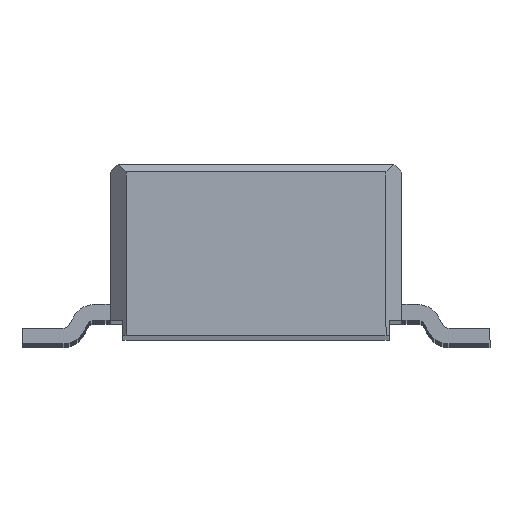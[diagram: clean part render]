
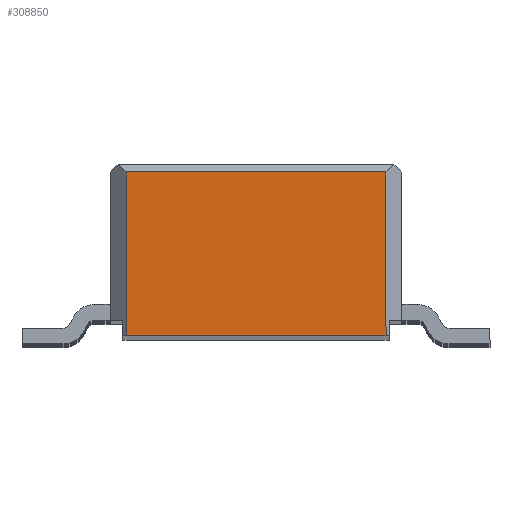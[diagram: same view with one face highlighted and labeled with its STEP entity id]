
A CAD part, top view. The second image highlights one B-rep face of the part: STEP entity #308850.
In plain terms, the highlighted planar face has unit normal (0, 0, 1).
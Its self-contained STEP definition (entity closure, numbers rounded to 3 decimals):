
#28940=CARTESIAN_POINT('',(-1.68,-0.6,13.52));
#28950=VERTEX_POINT('',#28940);
#28980=CARTESIAN_POINT('',(0.,-0.6,13.52));
#28990=DIRECTION('',(-1.,0.,0.));
#29000=VECTOR('',#28990,1.);
#29010=LINE('',#28980,#29000);
#29020=CARTESIAN_POINT('',(-0.03,-0.6,13.52));
#29030=VERTEX_POINT('',#29020);
#29040=EDGE_CURVE('',#29030,#28950,#29010,.T.);
#176030=CARTESIAN_POINT('',(-0.03,0.44,13.52)
);
#176040=VERTEX_POINT('',#176030);
#176120=CARTESIAN_POINT('',(-0.03,0.,13.52));
#176130=DIRECTION('',(0.,1.,0.));
#176140=VECTOR('',#176130,1.);
#176150=LINE('',#176120,#176140);
#176160=EDGE_CURVE('',#29030,#176040,#176150,.T.);
#308620=CARTESIAN_POINT('',(0.,0.,13.52));
#308630=DIRECTION('',(0.,0.,1.));
#308640=DIRECTION('',(1.,0.,0.));
#308650=AXIS2_PLACEMENT_3D('',#308620,#308630,#308640);
#308660=PLANE('',#308650);
#308670=ORIENTED_EDGE('',*,*,#29040,.F.);
#308680=CARTESIAN_POINT('',(-1.68,0.,13.52));
#308690=DIRECTION('',(0.,1.,0.));
#308700=VECTOR('',#308690,1.);
#308710=LINE('',#308680,#308700);
#308720=CARTESIAN_POINT('',(-1.68,0.44,13.52));
#308730=VERTEX_POINT('',#308720);
#308740=EDGE_CURVE('',#28950,#308730,#308710,.T.);
#308750=ORIENTED_EDGE('',*,*,#308740,.F.);
#308760=CARTESIAN_POINT('',(0.,0.44,13.52));
#308770=DIRECTION('',(1.,0.,0.));
#308780=VECTOR('',#308770,1.);
#308790=LINE('',#308760,#308780);
#308800=EDGE_CURVE('',#308730,#176040,#308790,.T.);
#308810=ORIENTED_EDGE('',*,*,#308800,.F.);
#308820=ORIENTED_EDGE('',*,*,#176160,.T.);
#308830=EDGE_LOOP('',(#308820,#308810,#308750,#308670));
#308840=FACE_OUTER_BOUND('',#308830,.T.);
#308850=ADVANCED_FACE('',(#308840),#308660,.T.);
